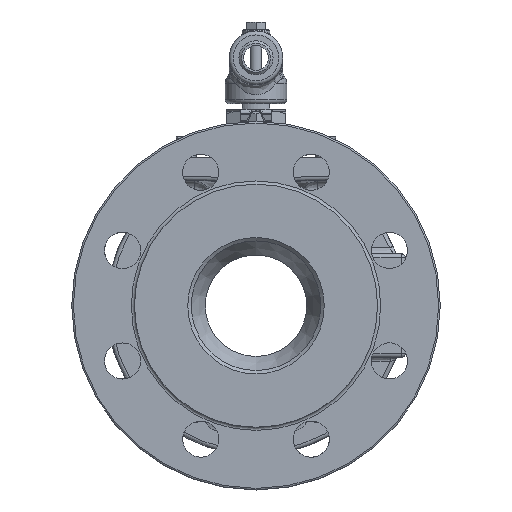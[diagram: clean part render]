
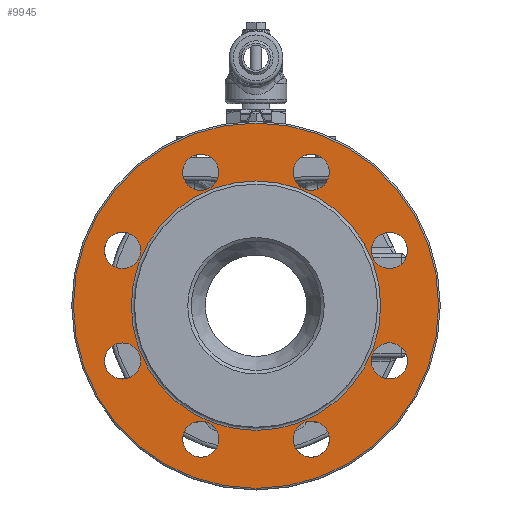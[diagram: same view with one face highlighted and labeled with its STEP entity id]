
A CAD part, left-side view. The second image highlights one B-rep face of the part: STEP entity #9945.
In plain terms, the highlighted planar face has unit normal (-1, 0, 0).
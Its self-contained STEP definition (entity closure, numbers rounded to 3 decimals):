
#1134=PLANE('',#10760);
#2270=CIRCLE('',#10533,9.075);
#2272=CIRCLE('',#10536,9.075);
#2274=CIRCLE('',#10539,9.075);
#2276=CIRCLE('',#10542,9.075);
#2278=CIRCLE('',#10545,9.075);
#2280=CIRCLE('',#10548,9.075);
#2282=CIRCLE('',#10551,9.075);
#2284=CIRCLE('',#10554,9.075);
#2355=CIRCLE('',#10761,91.7);
#2356=CIRCLE('',#10762,62.6);
#2784=FACE_BOUND('',#3744,.T.);
#2785=FACE_BOUND('',#3745,.T.);
#2786=FACE_BOUND('',#3746,.T.);
#2787=FACE_BOUND('',#3747,.T.);
#2788=FACE_BOUND('',#3748,.T.);
#2789=FACE_BOUND('',#3749,.T.);
#2790=FACE_BOUND('',#3750,.T.);
#2791=FACE_BOUND('',#3751,.T.);
#2792=FACE_BOUND('',#3752,.T.);
#3012=FACE_OUTER_BOUND('',#3743,.T.);
#3743=EDGE_LOOP('',(#7499));
#3744=EDGE_LOOP('',(#7500));
#3745=EDGE_LOOP('',(#7501));
#3746=EDGE_LOOP('',(#7502));
#3747=EDGE_LOOP('',(#7503));
#3748=EDGE_LOOP('',(#7504));
#3749=EDGE_LOOP('',(#7505));
#3750=EDGE_LOOP('',(#7506));
#3751=EDGE_LOOP('',(#7507));
#3752=EDGE_LOOP('',(#7508));
#4643=VERTEX_POINT('',#14608);
#4645=VERTEX_POINT('',#14613);
#4647=VERTEX_POINT('',#14618);
#4649=VERTEX_POINT('',#14623);
#4651=VERTEX_POINT('',#14628);
#4653=VERTEX_POINT('',#14633);
#4655=VERTEX_POINT('',#14638);
#4657=VERTEX_POINT('',#14643);
#4803=VERTEX_POINT('',#15427);
#4804=VERTEX_POINT('',#15429);
#5545=EDGE_CURVE('',#4643,#4643,#2270,.T.);
#5547=EDGE_CURVE('',#4645,#4645,#2272,.T.);
#5549=EDGE_CURVE('',#4647,#4647,#2274,.T.);
#5551=EDGE_CURVE('',#4649,#4649,#2276,.T.);
#5553=EDGE_CURVE('',#4651,#4651,#2278,.T.);
#5555=EDGE_CURVE('',#4653,#4653,#2280,.T.);
#5557=EDGE_CURVE('',#4655,#4655,#2282,.T.);
#5559=EDGE_CURVE('',#4657,#4657,#2284,.T.);
#5793=EDGE_CURVE('',#4803,#4803,#2355,.T.);
#5794=EDGE_CURVE('',#4804,#4804,#2356,.T.);
#7499=ORIENTED_EDGE('',*,*,#5793,.F.);
#7500=ORIENTED_EDGE('',*,*,#5545,.T.);
#7501=ORIENTED_EDGE('',*,*,#5547,.T.);
#7502=ORIENTED_EDGE('',*,*,#5549,.T.);
#7503=ORIENTED_EDGE('',*,*,#5551,.T.);
#7504=ORIENTED_EDGE('',*,*,#5553,.T.);
#7505=ORIENTED_EDGE('',*,*,#5555,.T.);
#7506=ORIENTED_EDGE('',*,*,#5557,.T.);
#7507=ORIENTED_EDGE('',*,*,#5559,.T.);
#7508=ORIENTED_EDGE('',*,*,#5794,.F.);
#9945=ADVANCED_FACE('',(#3012,#2784,#2785,#2786,#2787,#2788,#2789,#2790,
#2791,#2792),#1134,.F.);
#10533=AXIS2_PLACEMENT_3D('',#14609,#11744,#11745);
#10536=AXIS2_PLACEMENT_3D('',#14614,#11750,#11751);
#10539=AXIS2_PLACEMENT_3D('',#14619,#11756,#11757);
#10542=AXIS2_PLACEMENT_3D('',#14624,#11762,#11763);
#10545=AXIS2_PLACEMENT_3D('',#14629,#11768,#11769);
#10548=AXIS2_PLACEMENT_3D('',#14634,#11774,#11775);
#10551=AXIS2_PLACEMENT_3D('',#14639,#11780,#11781);
#10554=AXIS2_PLACEMENT_3D('',#14644,#11786,#11787);
#10760=AXIS2_PLACEMENT_3D('',#15426,#12242,#12243);
#10761=AXIS2_PLACEMENT_3D('',#15428,#12244,#12245);
#10762=AXIS2_PLACEMENT_3D('',#15430,#12246,#12247);
#11744=DIRECTION('center_axis',(1.,0.,0.));
#11745=DIRECTION('ref_axis',(0.,0.707,0.707));
#11750=DIRECTION('center_axis',(1.,0.,0.));
#11751=DIRECTION('ref_axis',(0.,1.,0.));
#11756=DIRECTION('center_axis',(1.,0.,0.));
#11757=DIRECTION('ref_axis',(0.,0.707,-0.707));
#11762=DIRECTION('center_axis',(1.,0.,0.));
#11763=DIRECTION('ref_axis',(0.,0.,
-1.));
#11768=DIRECTION('center_axis',(1.,0.,0.));
#11769=DIRECTION('ref_axis',(0.,-0.707,-0.707));
#11774=DIRECTION('center_axis',(1.,0.,0.));
#11775=DIRECTION('ref_axis',(0.,-1.,0.));
#11780=DIRECTION('center_axis',(1.,0.,0.));
#11781=DIRECTION('ref_axis',(0.,-0.707,0.707));
#11786=DIRECTION('center_axis',(1.,0.,0.));
#11787=DIRECTION('ref_axis',(0.,0.,1.));
#12242=DIRECTION('center_axis',(1.,0.,0.));
#12243=DIRECTION('ref_axis',(0.,0.,-1.));
#12244=DIRECTION('center_axis',(1.,0.,0.));
#12245=DIRECTION('ref_axis',(0.,0.,-1.));
#12246=DIRECTION('center_axis',(-1.,0.,0.));
#12247=DIRECTION('ref_axis',(0.,0.,-1.));
#14608=CARTESIAN_POINT('',(-66.4,73.398,34.162));
#14609=CARTESIAN_POINT('Origin',(-66.4,66.981,27.745));
#14613=CARTESIAN_POINT('',(-66.4,76.056,-27.745));
#14614=CARTESIAN_POINT('Origin',(-66.4,66.981,-27.745));
#14618=CARTESIAN_POINT('',(-66.4,34.162,-73.398));
#14619=CARTESIAN_POINT('Origin',(-66.4,27.745,-66.981));
#14623=CARTESIAN_POINT('',(-66.4,-27.745,-76.056));
#14624=CARTESIAN_POINT('Origin',(-66.4,-27.745,-66.981));
#14628=CARTESIAN_POINT('',(-66.4,-73.398,-34.162));
#14629=CARTESIAN_POINT('Origin',(-66.4,-66.981,-27.745));
#14633=CARTESIAN_POINT('',(-66.4,-76.056,27.745));
#14634=CARTESIAN_POINT('Origin',(-66.4,-66.981,27.745));
#14638=CARTESIAN_POINT('',(-66.4,-34.162,73.398));
#14639=CARTESIAN_POINT('Origin',(-66.4,-27.745,66.981));
#14643=CARTESIAN_POINT('',(-66.4,27.745,76.056));
#14644=CARTESIAN_POINT('Origin',(-66.4,27.745,66.981));
#15426=CARTESIAN_POINT('Origin',(-66.4,0.,61.));
#15427=CARTESIAN_POINT('',(-66.4,0.,91.7));
#15428=CARTESIAN_POINT('Origin',(-66.4,0.,0.));
#15429=CARTESIAN_POINT('',(-66.4,0.,62.6));
#15430=CARTESIAN_POINT('Origin',(-66.4,0.,0.));
